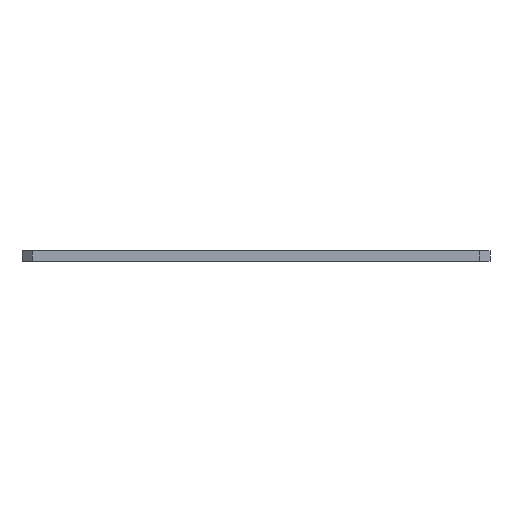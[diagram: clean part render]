
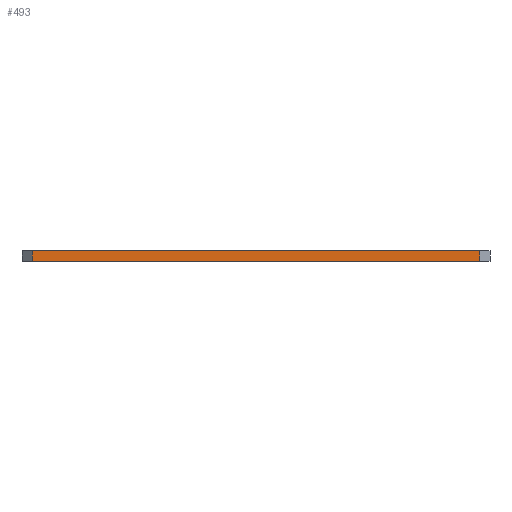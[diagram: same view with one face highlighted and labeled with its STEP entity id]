
A CAD part, front view. The second image highlights one B-rep face of the part: STEP entity #493.
In plain terms, the highlighted planar face has unit normal (0, -1, 0).
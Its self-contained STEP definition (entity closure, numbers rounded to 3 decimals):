
#45 = FACE_OUTER_BOUND ( 'NONE', #242, .T. ) ;
#111 = CARTESIAN_POINT ( 'NONE',  ( -45., -90., 0. ) ) ;
#117 = CARTESIAN_POINT ( 'NONE',  ( -43., -90., 2. ) ) ;
#128 = ORIENTED_EDGE ( 'NONE', *, *, #185, .T. ) ;
#141 = VECTOR ( 'NONE', #333, 1000. ) ;
#145 = VERTEX_POINT ( 'NONE', #715 ) ;
#150 = ORIENTED_EDGE ( 'NONE', *, *, #528, .T. ) ;
#170 = VECTOR ( 'NONE', #331, 1000. ) ;
#185 = EDGE_CURVE ( 'NONE', #282, #766, #425, .T. ) ;
#242 = EDGE_LOOP ( 'NONE', ( #423, #415, #150, #128 ) ) ;
#245 = PLANE ( 'NONE',  #325 ) ;
#282 = VERTEX_POINT ( 'NONE', #668 ) ;
#294 = VECTOR ( 'NONE', #694, 1000. ) ;
#307 = VERTEX_POINT ( 'NONE', #647 ) ;
#320 = CARTESIAN_POINT ( 'NONE',  ( -45., -90., 2. ) ) ;
#325 = AXIS2_PLACEMENT_3D ( 'NONE', #320, #884, #327 ) ;
#327 = DIRECTION ( 'NONE',  ( 0., 0., 1. ) ) ;
#331 = DIRECTION ( 'NONE',  ( 0., 0., 1. ) ) ;
#333 = DIRECTION ( 'NONE',  ( 1., 0., 0. ) ) ;
#373 = DIRECTION ( 'NONE',  ( 0., 0., -1. ) ) ;
#409 = CARTESIAN_POINT ( 'NONE',  ( -45., -90., 2. ) ) ;
#415 = ORIENTED_EDGE ( 'NONE', *, *, #600, .T. ) ;
#423 = ORIENTED_EDGE ( 'NONE', *, *, #564, .F. ) ;
#425 = LINE ( 'NONE', #828, #170 ) ;
#453 = VECTOR ( 'NONE', #373, 1000. ) ;
#477 = CARTESIAN_POINT ( 'NONE',  ( 43., -90., 2. ) ) ;
#493 = ADVANCED_FACE ( 'NONE', ( #45 ), #245, .F. ) ;
#528 = EDGE_CURVE ( 'NONE', #145, #282, #537, .T. ) ;
#537 = LINE ( 'NONE', #111, #141 ) ;
#564 = EDGE_CURVE ( 'NONE', #307, #766, #609, .T. ) ;
#600 = EDGE_CURVE ( 'NONE', #307, #145, #757, .T. ) ;
#609 = LINE ( 'NONE', #409, #294 ) ;
#647 = CARTESIAN_POINT ( 'NONE',  ( -43., -90., 2. ) ) ;
#668 = CARTESIAN_POINT ( 'NONE',  ( 43., -90., 0. ) ) ;
#694 = DIRECTION ( 'NONE',  ( 1., 0., 0. ) ) ;
#715 = CARTESIAN_POINT ( 'NONE',  ( -43., -90., 0. ) ) ;
#757 = LINE ( 'NONE', #117, #453 ) ;
#766 = VERTEX_POINT ( 'NONE', #477 ) ;
#828 = CARTESIAN_POINT ( 'NONE',  ( 43., -90., 2. ) ) ;
#884 = DIRECTION ( 'NONE',  ( 0., 1., 0. ) ) ;
